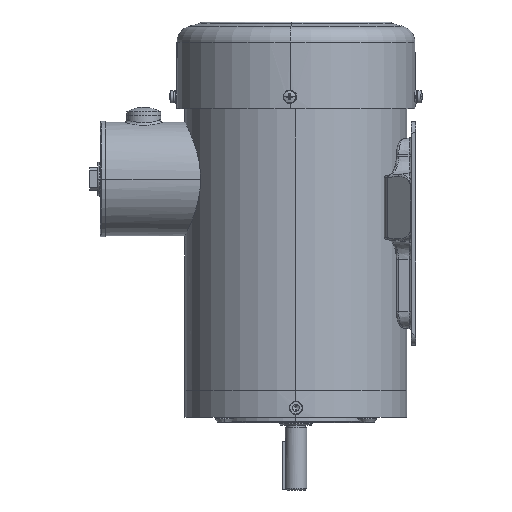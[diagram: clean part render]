
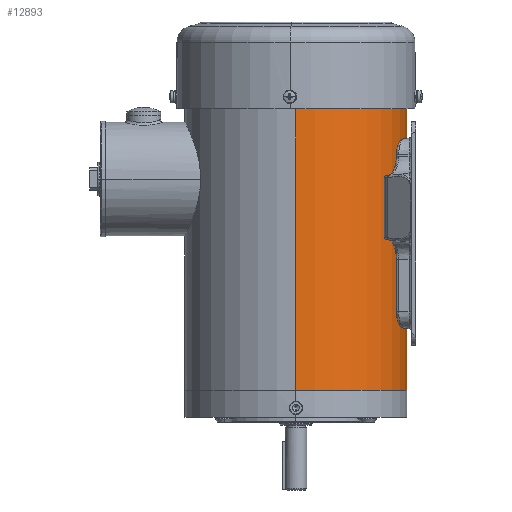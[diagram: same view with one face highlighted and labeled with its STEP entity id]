
A CAD part, left-side view. The second image highlights one B-rep face of the part: STEP entity #12893.
In plain terms, the highlighted cylindrical face has radius 82 mm (diameter 164 mm), a partial arc.
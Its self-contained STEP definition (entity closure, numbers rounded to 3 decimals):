
#1407 = DIRECTION ( 'NONE',  ( 0., 0., -1. ) ) ;
#1602 = DIRECTION ( 'NONE',  ( 0., 0., -1. ) ) ;
#5945 = CARTESIAN_POINT ( 'NONE',  ( 0., 0., 0. ) ) ;
#6565 = CARTESIAN_POINT ( 'NONE',  ( 82., 0., 210. ) ) ;
#10725 = DIRECTION ( 'NONE',  ( 1., 0., 0. ) ) ;
#11214 = EDGE_LOOP ( 'NONE', ( #48546, #35219, #52860, #44009 ) ) ;
#11230 = EDGE_CURVE ( 'NONE', #55422, #15263, #31654, .T. ) ;
#12407 = CARTESIAN_POINT ( 'NONE',  ( 0., 0., 210. ) ) ;
#12797 = DIRECTION ( 'NONE',  ( 0., 0., -1. ) ) ;
#12893 = ADVANCED_FACE ( 'NONE', ( #14796 ), #50963, .T. ) ;
#14796 = FACE_OUTER_BOUND ( 'NONE', #11214, .T. ) ;
#15263 = VERTEX_POINT ( 'NONE', #58838 ) ;
#17286 = VECTOR ( 'NONE', #1407, 1000. ) ;
#18992 = EDGE_CURVE ( 'NONE', #51933, #55422, #42341, .T. ) ;
#25876 = DIRECTION ( 'NONE',  ( 0., 0., 1. ) ) ;
#27393 = CIRCLE ( 'NONE', #56564, 82. ) ;
#30591 = VECTOR ( 'NONE', #1602, 1000. ) ;
#30761 = CARTESIAN_POINT ( 'NONE',  ( 82., 0., 210. ) ) ;
#31654 = CIRCLE ( 'NONE', #36348, 82. ) ;
#33877 = EDGE_CURVE ( 'NONE', #51933, #39994, #27393, .T. ) ;
#35219 = ORIENTED_EDGE ( 'NONE', *, *, #33877, .F. ) ;
#36348 = AXIS2_PLACEMENT_3D ( 'NONE', #5945, #38949, #10725 ) ;
#38782 = AXIS2_PLACEMENT_3D ( 'NONE', #12407, #12797, #45749 ) ;
#38949 = DIRECTION ( 'NONE',  ( 0., 0., 1. ) ) ;
#39994 = VERTEX_POINT ( 'NONE', #30761 ) ;
#42341 = LINE ( 'NONE', #57970, #17286 ) ;
#44009 = ORIENTED_EDGE ( 'NONE', *, *, #11230, .T. ) ;
#45749 = DIRECTION ( 'NONE',  ( -1., 0., 0. ) ) ;
#48546 = ORIENTED_EDGE ( 'NONE', *, *, #51931, .F. ) ;
#49064 = CARTESIAN_POINT ( 'NONE',  ( -82., 0., 210. ) ) ;
#50963 = CYLINDRICAL_SURFACE ( 'NONE', #38782, 82. ) ;
#51931 = EDGE_CURVE ( 'NONE', #39994, #15263, #60141, .T. ) ;
#51933 = VERTEX_POINT ( 'NONE', #49064 ) ;
#52860 = ORIENTED_EDGE ( 'NONE', *, *, #18992, .T. ) ;
#54063 = CARTESIAN_POINT ( 'NONE',  ( 0., 0., 210. ) ) ;
#55422 = VERTEX_POINT ( 'NONE', #56522 ) ;
#56522 = CARTESIAN_POINT ( 'NONE',  ( -82., 0., 0. ) ) ;
#56564 = AXIS2_PLACEMENT_3D ( 'NONE', #54063, #25876, #58864 ) ;
#57970 = CARTESIAN_POINT ( 'NONE',  ( -82., 0., 210. ) ) ;
#58838 = CARTESIAN_POINT ( 'NONE',  ( 82., 0., 0. ) ) ;
#58864 = DIRECTION ( 'NONE',  ( 1., 0., 0. ) ) ;
#60141 = LINE ( 'NONE', #6565, #30591 ) ;
